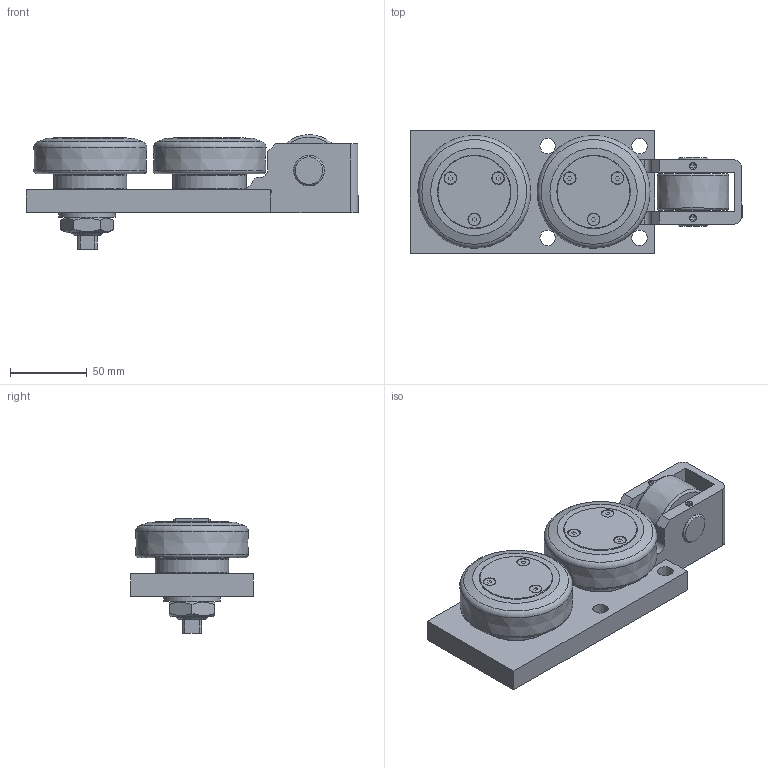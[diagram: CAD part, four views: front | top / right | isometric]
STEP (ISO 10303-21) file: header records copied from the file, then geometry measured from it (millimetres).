
FILE_DESCRIPTION(/* description */ ('-','CAx-IF Rec.Pracs.---Representation and Presentation of Product Manufacturing Information (PMI)---4.0---2014-10-13'),/* implementation_level */ '2;1');
FILE_NAME(/* name */ '15d468e6-227b-40d8-8afa-623fb16abd61.stp',/* time_stamp */ '2020-04-01T16:42:55+02:00',/* author */ ('-'),/* organization */ ('NTI CADcenter A/S'),/* preprocessor_version */ 'ST-DEVELOPER v18',/* originating_system */ 'Autodesk Inventor 2020',/* authorisation */ '-');
FILE_SCHEMA (('AP242_MANAGED_MODEL_BASED_3D_ENGINEERING_MIM_LF { 1 0 10303 442 1 1 4 }'));
Length unit declared in the file: millimetre
Products named in the file (1): XSFE 070.5200_Kontur
Bounding box: 217 x 80 x 75 mm (x, y, z)
Volume: 514680.5 mm3; surface area: 82588.1 mm2
Topology: 2 solids, 2 shells, 204 faces, 524 edges, 359 vertices
Faces by surface type: plane 123, cylinder 45, cone 25, torus 8, bspline 3
Full cylindrical faces by diameter (mm): 4.917 x5, 7.8 x6, 8.3 x6, 10.106 x4, 20 x5, 20.1 x2, 37 x1, 48 x6
Entity records: 6464 total; most frequent: CARTESIAN_POINT 1280, DIRECTION 1094, ORIENTED_EDGE 1044, EDGE_CURVE 522, AXIS2_PLACEMENT_3D 398, VERTEX_POINT 359, LINE 298, VECTOR 298
